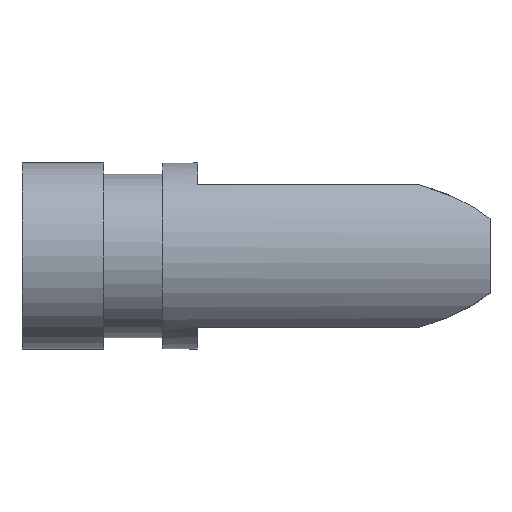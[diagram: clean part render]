
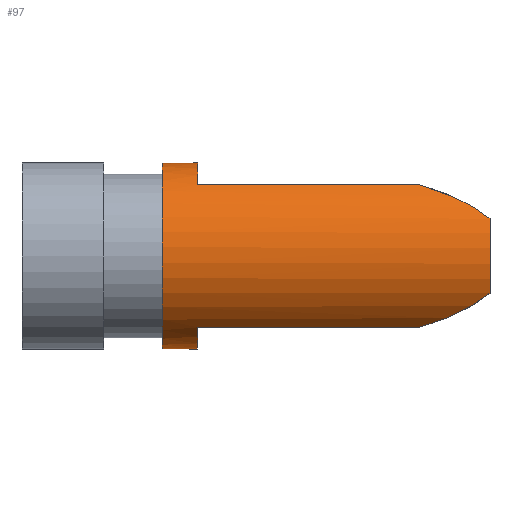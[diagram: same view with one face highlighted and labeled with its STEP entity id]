
A CAD part, left-side view. The second image highlights one B-rep face of the part: STEP entity #97.
In plain terms, the highlighted cylindrical face has radius 7.95 mm (diameter 15.9 mm), a full revolution.
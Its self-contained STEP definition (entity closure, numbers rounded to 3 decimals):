
#97=ADVANCED_FACE('',(#121,#122),#123,.T.);
#121=FACE_OUTER_BOUND('',#165,.T.);
#122=FACE_OUTER_BOUND('',#166,.T.);
#123=CYLINDRICAL_SURFACE('',#167,7.95);
#165=EDGE_LOOP('',(#239));
#166=EDGE_LOOP('',(#240,#241,#242,#243,#244,#245,#246,#247,#248,#249,#250,#251));
#167=AXIS2_PLACEMENT_3D('',#252,#253,#254);
#239=ORIENTED_EDGE('',*,*,#354,.T.);
#240=ORIENTED_EDGE('',*,*,#336,.F.);
#241=ORIENTED_EDGE('',*,*,#353,.F.);
#242=ORIENTED_EDGE('',*,*,#334,.F.);
#243=ORIENTED_EDGE('',*,*,#355,.T.);
#244=ORIENTED_EDGE('',*,*,#356,.F.);
#245=ORIENTED_EDGE('',*,*,#357,.F.);
#246=ORIENTED_EDGE('',*,*,#351,.F.);
#247=ORIENTED_EDGE('',*,*,#358,.T.);
#248=ORIENTED_EDGE('',*,*,#349,.F.);
#249=ORIENTED_EDGE('',*,*,#359,.T.);
#250=ORIENTED_EDGE('',*,*,#360,.F.);
#251=ORIENTED_EDGE('',*,*,#361,.F.);
#252=CARTESIAN_POINT('',(0.0,2.0,0.0));
#253=DIRECTION('',(0.0,-1.0,0.0));
#254=DIRECTION('',(-1.0,0.0,0.0));
#334=EDGE_CURVE('',#374,#376,#377,.T.);
#336=EDGE_CURVE('',#378,#380,#381,.T.);
#349=EDGE_CURVE('',#402,#404,#405,.T.);
#351=EDGE_CURVE('',#406,#408,#409,.T.);
#353=EDGE_CURVE('',#376,#378,#411,.T.);
#354=EDGE_CURVE('',#412,#412,#413,.T.);
#355=EDGE_CURVE('',#374,#414,#415,.T.);
#356=EDGE_CURVE('',#416,#414,#417,.T.);
#357=EDGE_CURVE('',#408,#416,#418,.T.);
#358=EDGE_CURVE('',#406,#404,#419,.T.);
#359=EDGE_CURVE('',#402,#420,#421,.T.);
#360=EDGE_CURVE('',#422,#420,#423,.T.);
#361=EDGE_CURVE('',#380,#422,#424,.T.);
#374=VERTEX_POINT('',#446);
#376=VERTEX_POINT('',#449);
#377=B_SPLINE_CURVE_WITH_KNOTS('',2,(#450,#451,#452,#453,#454),.UNSPECIFIED.,.F.,.F.,(3,2,3),(0.0,0.5,1.0),.UNSPECIFIED.);
#378=VERTEX_POINT('',#455);
#380=VERTEX_POINT('',#458);
#381=B_SPLINE_CURVE_WITH_KNOTS('',2,(#459,#460,#461,#462,#463),.UNSPECIFIED.,.F.,.F.,(3,2,3),(0.0,0.5,1.0),.UNSPECIFIED.);
#402=VERTEX_POINT('',#501);
#404=VERTEX_POINT('',#504);
#405=B_SPLINE_CURVE_WITH_KNOTS('',2,(#505,#506,#507,#508,#509),.UNSPECIFIED.,.F.,.F.,(3,2,3),(0.0,0.5,1.0),.UNSPECIFIED.);
#406=VERTEX_POINT('',#510);
#408=VERTEX_POINT('',#513);
#409=B_SPLINE_CURVE_WITH_KNOTS('',2,(#514,#515,#516,#517,#518),.UNSPECIFIED.,.F.,.F.,(3,2,3),(0.0,0.5,1.0),.UNSPECIFIED.);
#411=CIRCLE('',#521,7.95);
#412=VERTEX_POINT('',#522);
#413=CIRCLE('',#523,7.95);
#414=VERTEX_POINT('',#524);
#415=LINE('',#525,#526);
#416=VERTEX_POINT('',#527);
#417=CIRCLE('',#528,7.95);
#418=LINE('',#529,#530);
#419=CIRCLE('',#531,7.95);
#420=VERTEX_POINT('',#532);
#421=LINE('',#533,#534);
#422=VERTEX_POINT('',#535);
#423=CIRCLE('',#536,7.95);
#424=LINE('',#537,#538);
#446=CARTESIAN_POINT('',(-5.1,-34.0,6.099));
#449=CARTESIAN_POINT('',(-7.284,-40.0,3.186));
#450=CARTESIAN_POINT('',(-5.1,-34.0,6.099));
#451=CARTESIAN_POINT('',(-5.733,-35.738,5.569));
#452=CARTESIAN_POINT('',(-6.241,-37.135,4.925));
#453=CARTESIAN_POINT('',(-6.875,-38.877,4.12));
#454=CARTESIAN_POINT('',(-7.284,-40.,3.186));
#455=CARTESIAN_POINT('',(-7.284,-40.0,-3.186));
#458=CARTESIAN_POINT('',(-5.1,-34.0,-6.099));
#459=CARTESIAN_POINT('',(-7.284,-40.,-3.186));
#460=CARTESIAN_POINT('',(-6.875,-38.877,-4.12));
#461=CARTESIAN_POINT('',(-6.241,-37.135,-4.925));
#462=CARTESIAN_POINT('',(-5.733,-35.739,-5.569));
#463=CARTESIAN_POINT('',(-5.1,-34.0,-6.099));
#501=CARTESIAN_POINT('',(5.1,-34.0,-6.099));
#504=CARTESIAN_POINT('',(7.284,-40.0,-3.186));
#505=CARTESIAN_POINT('',(5.1,-34.,-6.099));
#506=CARTESIAN_POINT('',(5.733,-35.738,-5.569));
#507=CARTESIAN_POINT('',(6.241,-37.135,-4.925));
#508=CARTESIAN_POINT('',(6.875,-38.877,-4.12));
#509=CARTESIAN_POINT('',(7.284,-40.0,-3.186));
#510=CARTESIAN_POINT('',(7.284,-40.0,3.186));
#513=CARTESIAN_POINT('',(5.1,-34.0,6.099));
#514=CARTESIAN_POINT('',(7.284,-40.0,3.186));
#515=CARTESIAN_POINT('',(6.875,-38.877,4.12));
#516=CARTESIAN_POINT('',(6.241,-37.135,4.925));
#517=CARTESIAN_POINT('',(5.733,-35.739,5.569));
#518=CARTESIAN_POINT('',(5.1,-34.,6.099));
#521=AXIS2_PLACEMENT_3D('',#576,#577,#578);
#522=CARTESIAN_POINT('',(7.95,-12.0,0.0));
#523=AXIS2_PLACEMENT_3D('',#579,#580,#581);
#524=CARTESIAN_POINT('',(-5.1,-15.0,6.099));
#525=CARTESIAN_POINT('',(-5.1,-34.0,6.099));
#526=VECTOR('',#582,1.0);
#527=CARTESIAN_POINT('',(5.1,-15.0,6.099));
#528=AXIS2_PLACEMENT_3D('',#583,#584,#585);
#529=CARTESIAN_POINT('',(5.1,-34.0,6.099));
#530=VECTOR('',#586,1.0);
#531=AXIS2_PLACEMENT_3D('',#587,#588,#589);
#532=CARTESIAN_POINT('',(5.1,-15.0,-6.099));
#533=CARTESIAN_POINT('',(5.1,-34.0,-6.099));
#534=VECTOR('',#590,1.0);
#535=CARTESIAN_POINT('',(-5.1,-15.0,-6.099));
#536=AXIS2_PLACEMENT_3D('',#591,#592,#593);
#537=CARTESIAN_POINT('',(-5.1,-34.0,-6.099));
#538=VECTOR('',#594,1.0);
#576=CARTESIAN_POINT('',(0.0,-40.0,0.0));
#577=DIRECTION('',(0.0,-1.0,0.0));
#578=DIRECTION('',(-0.916,0.0,0.401));
#579=CARTESIAN_POINT('',(0.0,-12.0,0.0));
#580=DIRECTION('',(0.0,-1.0,0.0));
#581=DIRECTION('',(1.0,0.0,0.0));
#582=DIRECTION('',(0.0,1.0,0.0));
#583=CARTESIAN_POINT('',(0.0,-15.0,0.0));
#584=DIRECTION('',(0.0,-1.0,0.0));
#585=DIRECTION('',(0.642,0.0,0.767));
#586=DIRECTION('',(0.0,1.0,0.0));
#587=CARTESIAN_POINT('',(0.0,-40.0,0.0));
#588=DIRECTION('',(-0.0,1.0,0.0));
#589=DIRECTION('',(1.0,0.0,0.0));
#590=DIRECTION('',(0.0,1.0,0.0));
#591=CARTESIAN_POINT('',(0.0,-15.0,0.0));
#592=DIRECTION('',(0.0,-1.0,-0.0));
#593=DIRECTION('',(-0.642,0.0,-0.767));
#594=DIRECTION('',(0.0,1.0,0.0));
